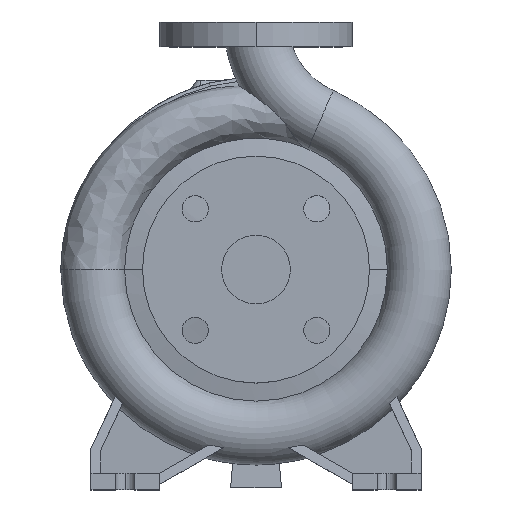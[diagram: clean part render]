
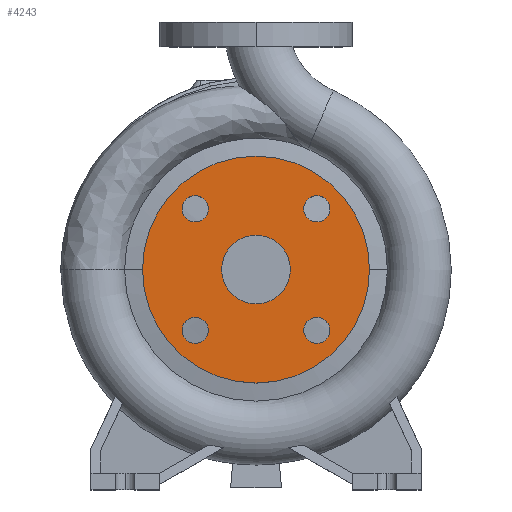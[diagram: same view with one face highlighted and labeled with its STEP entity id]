
A CAD part, top view. The second image highlights one B-rep face of the part: STEP entity #4243.
In plain terms, the highlighted planar face has unit normal (0, 0, 1).
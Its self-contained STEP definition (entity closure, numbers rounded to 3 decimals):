
#42 = VERTEX_POINT ( 'NONE', #12783 ) ;
#168 = CARTESIAN_POINT ( 'NONE',  ( 44.194, -44.194, 80. ) ) ;
#416 = EDGE_LOOP ( 'NONE', ( #3039, #11143 ) ) ;
#461 = CIRCLE ( 'NONE', #5981, 9.5 ) ;
#752 = DIRECTION ( 'NONE',  ( 0., 0., 1. ) ) ;
#754 = FACE_BOUND ( 'NONE', #416, .T. ) ;
#772 = DIRECTION ( 'NONE',  ( 0., 0., 1. ) ) ;
#825 = EDGE_CURVE ( 'NONE', #9394, #2277, #1413, .T. ) ;
#966 = EDGE_CURVE ( 'NONE', #6910, #10081, #3182, .T. ) ;
#1048 = EDGE_LOOP ( 'NONE', ( #5006, #11190 ) ) ;
#1146 = VERTEX_POINT ( 'NONE', #3931 ) ;
#1413 = CIRCLE ( 'NONE', #8472, 9.5 ) ;
#1849 = EDGE_CURVE ( 'NONE', #2277, #9394, #6731, .T. ) ;
#1851 = FACE_OUTER_BOUND ( 'NONE', #8491, .T. ) ;
#1922 = CARTESIAN_POINT ( 'NONE',  ( -44.194, 44.194, 80. ) ) ;
#1982 = CIRCLE ( 'NONE', #12770, 25. ) ;
#2121 = DIRECTION ( 'NONE',  ( -1., 0., 0. ) ) ;
#2197 = DIRECTION ( 'NONE',  ( 0., 0., 1. ) ) ;
#2277 = VERTEX_POINT ( 'NONE', #9804 ) ;
#2385 = DIRECTION ( 'NONE',  ( 1., 0., 0. ) ) ;
#2542 = EDGE_CURVE ( 'NONE', #10081, #6910, #4545, .T. ) ;
#2710 = CARTESIAN_POINT ( 'NONE',  ( 53.694, 44.194, 80. ) ) ;
#2743 = EDGE_CURVE ( 'NONE', #42, #5152, #8733, .T. ) ;
#2820 = DIRECTION ( 'NONE',  ( 1., 0., 0. ) ) ;
#2838 = ORIENTED_EDGE ( 'NONE', *, *, #2743, .F. ) ;
#3011 = AXIS2_PLACEMENT_3D ( 'NONE', #8513, #5217, #7415 ) ;
#3039 = ORIENTED_EDGE ( 'NONE', *, *, #10985, .F. ) ;
#3094 = CARTESIAN_POINT ( 'NONE',  ( -53.694, -44.194, 80. ) ) ;
#3158 = DIRECTION ( 'NONE',  ( 1., 0., 0. ) ) ;
#3182 = CIRCLE ( 'NONE', #11120, 9.5 ) ;
#3261 = CARTESIAN_POINT ( 'NONE',  ( -34.694, 44.194, 80. ) ) ;
#3264 = ORIENTED_EDGE ( 'NONE', *, *, #3855, .F. ) ;
#3409 = EDGE_LOOP ( 'NONE', ( #2838, #3264 ) ) ;
#3432 = CARTESIAN_POINT ( 'NONE',  ( 0., 0., 80. ) ) ;
#3587 = CARTESIAN_POINT ( 'NONE',  ( 34.694, -44.194, 80. ) ) ;
#3645 = ORIENTED_EDGE ( 'NONE', *, *, #966, .F. ) ;
#3855 = EDGE_CURVE ( 'NONE', #5152, #42, #1982, .T. ) ;
#3928 = CARTESIAN_POINT ( 'NONE',  ( 44.194, 44.194, 80. ) ) ;
#3931 = CARTESIAN_POINT ( 'NONE',  ( -34.694, -44.194, 80. ) ) ;
#4243 = ADVANCED_FACE ( 'NONE', ( #10471, #1851, #5244, #754, #8269, #5042 ), #11568, .F. ) ;
#4249 = CIRCLE ( 'NONE', #13489, 82.5 ) ;
#4445 = DIRECTION ( 'NONE',  ( 1., 0., 0. ) ) ;
#4545 = CIRCLE ( 'NONE', #12254, 9.5 ) ;
#4858 = ORIENTED_EDGE ( 'NONE', *, *, #11548, .F. ) ;
#5006 = ORIENTED_EDGE ( 'NONE', *, *, #1849, .F. ) ;
#5026 = CARTESIAN_POINT ( 'NONE',  ( 82.5, 0., 80. ) ) ;
#5042 = FACE_BOUND ( 'NONE', #1048, .T. ) ;
#5074 = CARTESIAN_POINT ( 'NONE',  ( 34.694, 44.194, 80. ) ) ;
#5097 = DIRECTION ( 'NONE',  ( 1., 0., 0. ) ) ;
#5138 = EDGE_CURVE ( 'NONE', #1146, #6657, #461, .T. ) ;
#5152 = VERTEX_POINT ( 'NONE', #9570 ) ;
#5167 = AXIS2_PLACEMENT_3D ( 'NONE', #7237, #11429, #2820 ) ;
#5217 = DIRECTION ( 'NONE',  ( 0., 0., 1. ) ) ;
#5244 = FACE_BOUND ( 'NONE', #12308, .T. ) ;
#5649 = AXIS2_PLACEMENT_3D ( 'NONE', #3432, #12999, #2385 ) ;
#5893 = VERTEX_POINT ( 'NONE', #3261 ) ;
#5981 = AXIS2_PLACEMENT_3D ( 'NONE', #8601, #6536, #3158 ) ;
#6059 = DIRECTION ( 'NONE',  ( 0., 0., 1. ) ) ;
#6065 = DIRECTION ( 'NONE',  ( 1., 0., 0. ) ) ;
#6071 = CIRCLE ( 'NONE', #10891, 9.5 ) ;
#6153 = DIRECTION ( 'NONE',  ( 1., 0., 0. ) ) ;
#6536 = DIRECTION ( 'NONE',  ( 0., 0., 1. ) ) ;
#6657 = VERTEX_POINT ( 'NONE', #3094 ) ;
#6731 = CIRCLE ( 'NONE', #9809, 9.5 ) ;
#6910 = VERTEX_POINT ( 'NONE', #5074 ) ;
#6962 = CARTESIAN_POINT ( 'NONE',  ( 0., 0., 80. ) ) ;
#7104 = CARTESIAN_POINT ( 'NONE',  ( -53.694, 44.194, 80. ) ) ;
#7196 = CARTESIAN_POINT ( 'NONE',  ( 0., 0., 80. ) ) ;
#7237 = CARTESIAN_POINT ( 'NONE',  ( 0., 0., 80. ) ) ;
#7415 = DIRECTION ( 'NONE',  ( 1., 0., 0. ) ) ;
#7453 = CARTESIAN_POINT ( 'NONE',  ( 44.194, -44.194, 80. ) ) ;
#7588 = VERTEX_POINT ( 'NONE', #11715 ) ;
#8176 = EDGE_CURVE ( 'NONE', #11396, #7588, #4249, .T. ) ;
#8240 = CIRCLE ( 'NONE', #5167, 82.5 ) ;
#8269 = FACE_BOUND ( 'NONE', #8565, .T. ) ;
#8472 = AXIS2_PLACEMENT_3D ( 'NONE', #7453, #2197, #12615 ) ;
#8491 = EDGE_LOOP ( 'NONE', ( #9974, #9239 ) ) ;
#8513 = CARTESIAN_POINT ( 'NONE',  ( -44.194, 44.194, 80. ) ) ;
#8565 = EDGE_LOOP ( 'NONE', ( #11442, #4858 ) ) ;
#8601 = CARTESIAN_POINT ( 'NONE',  ( -44.194, -44.194, 80. ) ) ;
#8733 = CIRCLE ( 'NONE', #5649, 25. ) ;
#8848 = DIRECTION ( 'NONE',  ( 0., 0., 1. ) ) ;
#9239 = ORIENTED_EDGE ( 'NONE', *, *, #9845, .T. ) ;
#9248 = CARTESIAN_POINT ( 'NONE',  ( 44.194, 44.194, 80. ) ) ;
#9394 = VERTEX_POINT ( 'NONE', #3587 ) ;
#9420 = DIRECTION ( 'NONE',  ( 0., 0., 1. ) ) ;
#9570 = CARTESIAN_POINT ( 'NONE',  ( -25., 0., 80. ) ) ;
#9774 = VERTEX_POINT ( 'NONE', #7104 ) ;
#9804 = CARTESIAN_POINT ( 'NONE',  ( 53.694, -44.194, 80. ) ) ;
#9809 = AXIS2_PLACEMENT_3D ( 'NONE', #168, #8848, #4445 ) ;
#9845 = EDGE_CURVE ( 'NONE', #7588, #11396, #8240, .T. ) ;
#9974 = ORIENTED_EDGE ( 'NONE', *, *, #8176, .T. ) ;
#10081 = VERTEX_POINT ( 'NONE', #2710 ) ;
#10136 = AXIS2_PLACEMENT_3D ( 'NONE', #13380, #12476, #2121 ) ;
#10471 = FACE_BOUND ( 'NONE', #3409, .T. ) ;
#10891 = AXIS2_PLACEMENT_3D ( 'NONE', #1922, #752, #6065 ) ;
#10955 = ORIENTED_EDGE ( 'NONE', *, *, #2542, .F. ) ;
#10985 = EDGE_CURVE ( 'NONE', #5893, #9774, #6071, .T. ) ;
#11120 = AXIS2_PLACEMENT_3D ( 'NONE', #3928, #6059, #5097 ) ;
#11143 = ORIENTED_EDGE ( 'NONE', *, *, #12393, .F. ) ;
#11156 = CIRCLE ( 'NONE', #3011, 9.5 ) ;
#11190 = ORIENTED_EDGE ( 'NONE', *, *, #825, .F. ) ;
#11390 = DIRECTION ( 'NONE',  ( 0., 0., 1. ) ) ;
#11396 = VERTEX_POINT ( 'NONE', #5026 ) ;
#11429 = DIRECTION ( 'NONE',  ( 0., 0., 1. ) ) ;
#11442 = ORIENTED_EDGE ( 'NONE', *, *, #5138, .F. ) ;
#11477 = CARTESIAN_POINT ( 'NONE',  ( -44.194, -44.194, 80. ) ) ;
#11548 = EDGE_CURVE ( 'NONE', #6657, #1146, #13572, .T. ) ;
#11568 = PLANE ( 'NONE',  #10136 ) ;
#11715 = CARTESIAN_POINT ( 'NONE',  ( -82.5, 0., 80. ) ) ;
#11789 = AXIS2_PLACEMENT_3D ( 'NONE', #11477, #9420, #13058 ) ;
#12183 = DIRECTION ( 'NONE',  ( 0., 0., 1. ) ) ;
#12254 = AXIS2_PLACEMENT_3D ( 'NONE', #9248, #772, #13453 ) ;
#12257 = DIRECTION ( 'NONE',  ( 1., 0., 0. ) ) ;
#12308 = EDGE_LOOP ( 'NONE', ( #10955, #3645 ) ) ;
#12393 = EDGE_CURVE ( 'NONE', #9774, #5893, #11156, .T. ) ;
#12476 = DIRECTION ( 'NONE',  ( 0., 0., -1. ) ) ;
#12615 = DIRECTION ( 'NONE',  ( 1., 0., 0. ) ) ;
#12770 = AXIS2_PLACEMENT_3D ( 'NONE', #7196, #11390, #6153 ) ;
#12783 = CARTESIAN_POINT ( 'NONE',  ( 25., 0., 80. ) ) ;
#12999 = DIRECTION ( 'NONE',  ( 0., 0., 1. ) ) ;
#13058 = DIRECTION ( 'NONE',  ( 1., 0., 0. ) ) ;
#13380 = CARTESIAN_POINT ( 'NONE',  ( 0., 82.5, 80. ) ) ;
#13453 = DIRECTION ( 'NONE',  ( 1., 0., 0. ) ) ;
#13489 = AXIS2_PLACEMENT_3D ( 'NONE', #6962, #12183, #12257 ) ;
#13572 = CIRCLE ( 'NONE', #11789, 9.5 ) ;
